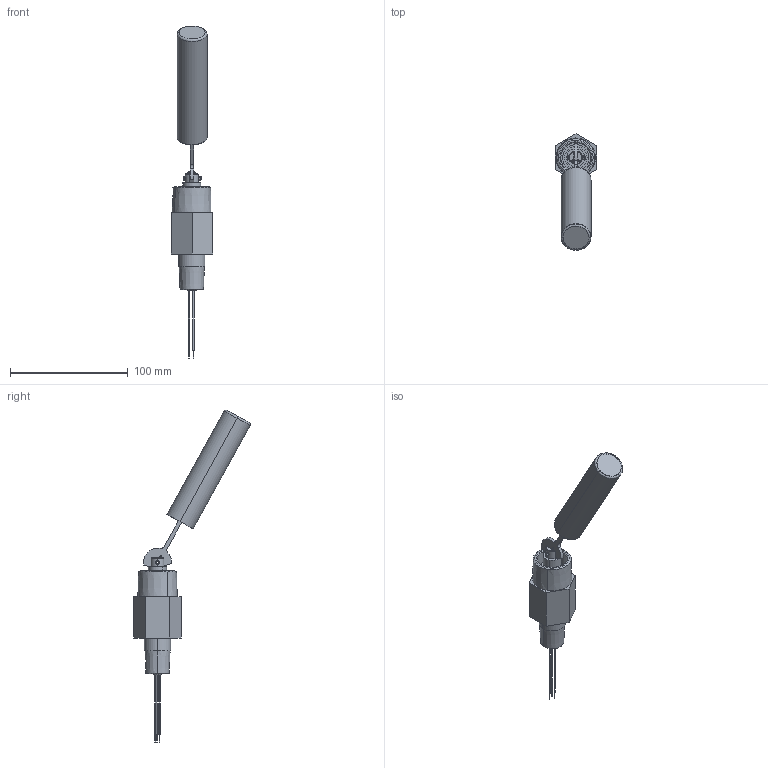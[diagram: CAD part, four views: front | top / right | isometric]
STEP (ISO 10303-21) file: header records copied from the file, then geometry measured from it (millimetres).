
FILE_DESCRIPTION (( 'STEP AP214' ), '1' );
FILE_NAME ('ADM4190 nc coord fxt.STEP', '2022-03-22T17:58:37', ( '' ), ( '' ), 'SwSTEP 2.0', 'SolidWorks 2021', '' );
FILE_SCHEMA (( 'AUTOMOTIVE_DESIGN' ));
Length unit declared in the file: inch
Products named in the file (1): ADM4190 nc coord fxt
Bounding box: 34.92 x 98.96 x 281.37 mm (x, y, z)
Volume: 54451.2 mm3; surface area: 45443.8 mm2
Topology: 14 solids, 14 shells, 189 faces, 417 edges, 268 vertices
Faces by surface type: cylinder 80, plane 66, cone 37, bspline 6
Entity records: 5819 total; most frequent: CARTESIAN_POINT 1273, DIRECTION 984, ORIENTED_EDGE 830, EDGE_CURVE 415, AXIS2_PLACEMENT_3D 399, VERTEX_POINT 268, EDGE_LOOP 221, CIRCLE 215
